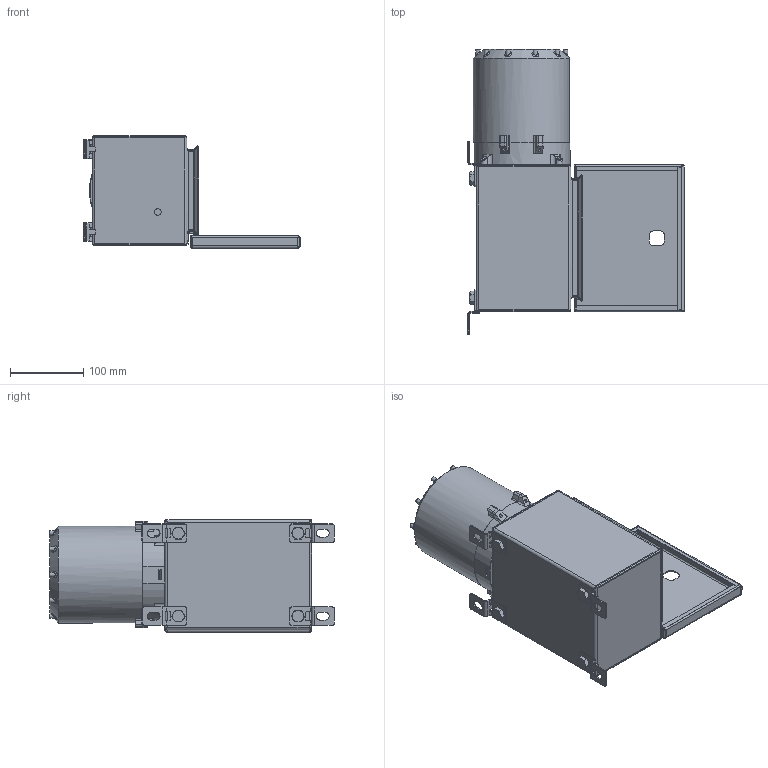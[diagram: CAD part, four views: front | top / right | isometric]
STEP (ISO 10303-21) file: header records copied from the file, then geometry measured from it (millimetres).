
FILE_DESCRIPTION(/* description */ (''),/* implementation_level */ '2;1');
FILE_NAME(/* name */ '4001 R2.step',/* time_stamp */ '2025-05-08T13:49:58-07:00',/* author */ (''),/* organization */ (''),/* preprocessor_version */ 'ST-DEVELOPER v20.1',/* originating_system */ 'Autodesk Translation Framework v14.4.0.0',/* authorisation */ '');
FILE_SCHEMA (('AUTOMOTIVE_DESIGN { 1 0 10303 214 3 1 1 }'));
Products named in the file (23): 4001; SB-38-02; SB-xxB_SB-38B-02; SB-xxC_SB-38C-02; SB-xxL_SB-01L-01; SB-xxFK-01_SB-01FK-01; finished circular plain washer_jis_W-006; W-005; hex cap screw_am_SCREWS-040; spring lock washer_2_jis_W-007; SB-01F-01; hex nut style 1_am_N-003; SB-PIN-01; e-ring external retaining ring_am_SB-RR-01; SB-xxP_SB-38P; finished circular plain washer_jis_W-008; spring lock washer_2_jis_W-009; hex nut style 1_am_N-004; SB-HP-01; 7001; 5001; 7002; Component1
Assembly tree (54 placements, depth 4):
  4001
    SB-38-02
      SB-xxB_SB-38B-02
      SB-xxC_SB-38C-02
      SB-xxL_SB-01L-01
      SB-PIN-01  x2
      e-ring external retaining ring_am_SB-RR-01  x2
      SB-xxFK-01_SB-01FK-01
        SB-01F-01  x4
        hex cap screw_am_SCREWS-040  x4
        hex nut style 1_am_N-003  x4
        W-005  x4
        finished circular plain washer_jis_W-006  x4
        spring lock washer_2_jis_W-007  x4
      SB-xxP_SB-38P
      finished circular plain washer_jis_W-008  x4
      spring lock washer_2_jis_W-009  x4
      hex nut style 1_am_N-004  x4
      SB-HP-01  x4
    7001
    5001
    7002
      Component1
Bounding box: 294.78 x 388.4 x 153.71 mm (x, y, z)
Volume: 891827.8 mm3; surface area: 700939.8 mm2
Topology: 58 solids, 58 shells, 1959 faces, 4636 edges, 2846 vertices
Faces by surface type: plane 865, cylinder 539, cone 250, bspline 228, torus 77
Full cylindrical faces by diameter (mm): 1.5 x10, 2.5 x2, 2.529 x4, 3 x1, 3.1 x2, 3.2 x2, 3.3 x4, 3.5 x12, 3.912 x2, 4.6 x4, 4.928 x4, 5.15 x4, 5.8 x4, 6 x14, 6.35 x4, 6.731 x4, 6.8 x4, 8 x8, 8.4 x4, 8.414 x4, 8.5 x4, 8.738 x8, 9 x1, 10 x12, 10.16 x1, 10.414 x4, 10.5 x4, 10.973 x4, 14.2 x4, 16 x4
Entity records: 50388 total; most frequent: CARTESIAN_POINT 18396, ORIENTED_EDGE 6706, DIRECTION 6060, EDGE_CURVE 3353, AXIS2_PLACEMENT_3D 2098, VERTEX_POINT 2094, LINE 1864, VECTOR 1864
